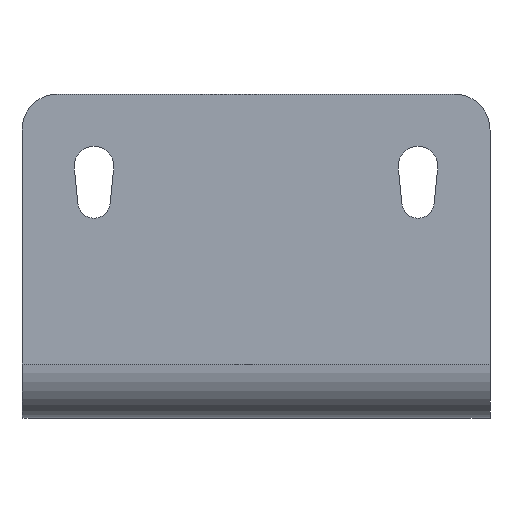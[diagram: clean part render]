
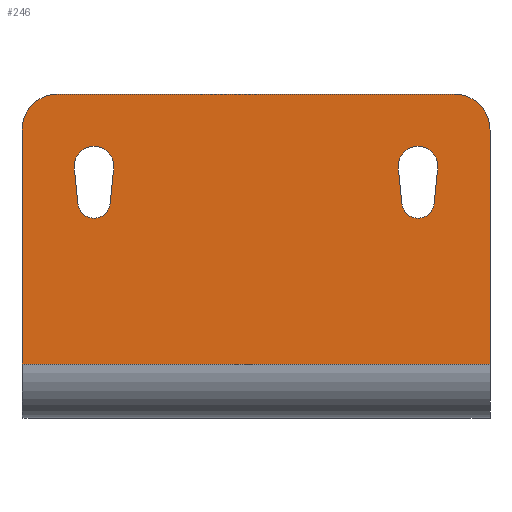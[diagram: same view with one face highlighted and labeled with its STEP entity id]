
A CAD part, front view. The second image highlights one B-rep face of the part: STEP entity #246.
In plain terms, the highlighted planar face has unit normal (0, -1, 0).
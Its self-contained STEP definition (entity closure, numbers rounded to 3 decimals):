
#10 = EDGE_CURVE ( 'NONE', #618, #1359, #552, .T. ) ;
#12 = LINE ( 'NONE', #660, #254 ) ;
#19 = DIRECTION ( 'NONE',  ( 0., 0., -1. ) ) ;
#31 = DIRECTION ( 'NONE',  ( 0., 0., -1. ) ) ;
#48 = VERTEX_POINT ( 'NONE', #466 ) ;
#76 = DIRECTION ( 'NONE',  ( -0.1, 0., 0.995 ) ) ;
#83 = CARTESIAN_POINT ( 'NONE',  ( 32.5, -5., 35. ) ) ;
#104 = ORIENTED_EDGE ( 'NONE', *, *, #1065, .T. ) ;
#109 = CARTESIAN_POINT ( 'NONE',  ( -24.739, -5., 24.775 ) ) ;
#110 = AXIS2_PLACEMENT_3D ( 'NONE', #988, #456, #1047 ) ;
#113 = DIRECTION ( 'NONE',  ( -0.1, 0., 0.995 ) ) ;
#115 = EDGE_CURVE ( 'NONE', #799, #325, #586, .T. ) ;
#132 = EDGE_CURVE ( 'NONE', #1024, #618, #403, .T. ) ;
#146 = VERTEX_POINT ( 'NONE', #1104 ) ;
#148 = VECTOR ( 'NONE', #76, 1000. ) ;
#155 = ORIENTED_EDGE ( 'NONE', *, *, #658, .T. ) ;
#168 = ORIENTED_EDGE ( 'NONE', *, *, #10, .T. ) ;
#179 = AXIS2_PLACEMENT_3D ( 'NONE', #1165, #304, #933 ) ;
#180 = LINE ( 'NONE', #1335, #148 ) ;
#185 = VERTEX_POINT ( 'NONE', #1101 ) ;
#191 = VECTOR ( 'NONE', #1263, 1000. ) ;
#207 = CARTESIAN_POINT ( 'NONE',  ( -25.236, -5., 29.725 ) ) ;
#212 = VERTEX_POINT ( 'NONE', #207 ) ;
#221 = DIRECTION ( 'NONE',  ( 0., 0., -1. ) ) ;
#224 = VERTEX_POINT ( 'NONE', #1323 ) ;
#226 = CIRCLE ( 'NONE', #920, 5. ) ;
#242 = AXIS2_PLACEMENT_3D ( 'NONE', #577, #1315, #665 ) ;
#246 = ADVANCED_FACE ( 'NONE', ( #820, #747, #860 ), #279, .T. ) ;
#251 = EDGE_LOOP ( 'NONE', ( #1027, #407, #340, #1344, #734, #549 ) ) ;
#254 = VECTOR ( 'NONE', #261, 1000. ) ;
#261 = DIRECTION ( 'NONE',  ( 1., 0., 0. ) ) ;
#279 = PLANE ( 'NONE',  #1324 ) ;
#298 = EDGE_CURVE ( 'NONE', #882, #1147, #1313, .T. ) ;
#303 = DIRECTION ( 'NONE',  ( 1., 0., 0. ) ) ;
#304 = DIRECTION ( 'NONE',  ( 0., 1., 0. ) ) ;
#312 = AXIS2_PLACEMENT_3D ( 'NONE', #418, #730, #221 ) ;
#321 = CARTESIAN_POINT ( 'NONE',  ( 22.5, -5., 30. ) ) ;
#325 = VERTEX_POINT ( 'NONE', #1193 ) ;
#326 = CARTESIAN_POINT ( 'NONE',  ( 24.739, -5., 24.775 ) ) ;
#330 = CARTESIAN_POINT ( 'NONE',  ( 27.5, -5., 35. ) ) ;
#340 = ORIENTED_EDGE ( 'NONE', *, *, #115, .T. ) ;
#366 = EDGE_CURVE ( 'NONE', #1147, #146, #639, .T. ) ;
#368 = AXIS2_PLACEMENT_3D ( 'NONE', #321, #1054, #416 ) ;
#376 = CARTESIAN_POINT ( 'NONE',  ( -20.261, -5., 24.775 ) ) ;
#384 = DIRECTION ( 'NONE',  ( 0., 0., -1. ) ) ;
#403 = LINE ( 'NONE', #376, #1282 ) ;
#406 = CARTESIAN_POINT ( 'NONE',  ( -20.261, -5., 24.775 ) ) ;
#407 = ORIENTED_EDGE ( 'NONE', *, *, #1011, .T. ) ;
#416 = DIRECTION ( 'NONE',  ( 0., 0., -1. ) ) ;
#418 = CARTESIAN_POINT ( 'NONE',  ( -22.5, -5., 30. ) ) ;
#430 = DIRECTION ( 'NONE',  ( 0., 0., -1. ) ) ;
#449 = DIRECTION ( 'NONE',  ( -0.1, 0., -0.995 ) ) ;
#456 = DIRECTION ( 'NONE',  ( 0., 1., 0. ) ) ;
#466 = CARTESIAN_POINT ( 'NONE',  ( -27.5, -5., 40. ) ) ;
#483 = LINE ( 'NONE', #1361, #191 ) ;
#508 = LINE ( 'NONE', #615, #739 ) ;
#513 = EDGE_CURVE ( 'NONE', #146, #1007, #180, .T. ) ;
#534 = AXIS2_PLACEMENT_3D ( 'NONE', #633, #1301, #31 ) ;
#549 = ORIENTED_EDGE ( 'NONE', *, *, #1183, .F. ) ;
#552 = CIRCLE ( 'NONE', #179, 2.25 ) ;
#555 = VERTEX_POINT ( 'NONE', #83 ) ;
#577 = CARTESIAN_POINT ( 'NONE',  ( 22.5, -5., 25. ) ) ;
#581 = CARTESIAN_POINT ( 'NONE',  ( -32.5, -5., -5. ) ) ;
#586 = LINE ( 'NONE', #1345, #643 ) ;
#590 = ORIENTED_EDGE ( 'NONE', *, *, #132, .T. ) ;
#615 = CARTESIAN_POINT ( 'NONE',  ( -32.5, -5., -5. ) ) ;
#617 = ORIENTED_EDGE ( 'NONE', *, *, #729, .T. ) ;
#618 = VERTEX_POINT ( 'NONE', #406 ) ;
#619 = CARTESIAN_POINT ( 'NONE',  ( -24.739, -5., 24.775 ) ) ;
#621 = DIRECTION ( 'NONE',  ( 0., 0., -1. ) ) ;
#628 = DIRECTION ( 'NONE',  ( 0., -1., 0. ) ) ;
#633 = CARTESIAN_POINT ( 'NONE',  ( -22.5, -5., 30. ) ) ;
#639 = CIRCLE ( 'NONE', #242, 2.25 ) ;
#643 = VECTOR ( 'NONE', #303, 1000. ) ;
#658 = EDGE_CURVE ( 'NONE', #224, #882, #1332, .T. ) ;
#660 = CARTESIAN_POINT ( 'NONE',  ( -32.5, -5., 40. ) ) ;
#665 = DIRECTION ( 'NONE',  ( 0., 0., -1. ) ) ;
#705 = EDGE_CURVE ( 'NONE', #555, #1314, #757, .T. ) ;
#706 = EDGE_CURVE ( 'NONE', #48, #1051, #226, .T. ) ;
#709 = CARTESIAN_POINT ( 'NONE',  ( -19.764, -5., 29.725 ) ) ;
#729 = EDGE_CURVE ( 'NONE', #1359, #212, #1207, .T. ) ;
#730 = DIRECTION ( 'NONE',  ( 0., 1., 0. ) ) ;
#734 = ORIENTED_EDGE ( 'NONE', *, *, #705, .T. ) ;
#739 = VECTOR ( 'NONE', #621, 1000. ) ;
#740 = DIRECTION ( 'NONE',  ( -0.1, 0., -0.995 ) ) ;
#747 = FACE_BOUND ( 'NONE', #1070, .T. ) ;
#757 = CIRCLE ( 'NONE', #841, 5. ) ;
#764 = CARTESIAN_POINT ( 'NONE',  ( 27.5, -5., 40. ) ) ;
#773 = EDGE_LOOP ( 'NONE', ( #590, #168, #617, #104, #1159 ) ) ;
#790 = ORIENTED_EDGE ( 'NONE', *, *, #939, .T. ) ;
#794 = CIRCLE ( 'NONE', #110, 2.75 ) ;
#797 = CIRCLE ( 'NONE', #312, 2.75 ) ;
#799 = VERTEX_POINT ( 'NONE', #1075 ) ;
#820 = FACE_OUTER_BOUND ( 'NONE', #251, .T. ) ;
#841 = AXIS2_PLACEMENT_3D ( 'NONE', #330, #1066, #430 ) ;
#860 = FACE_BOUND ( 'NONE', #773, .T. ) ;
#882 = VERTEX_POINT ( 'NONE', #1079 ) ;
#920 = AXIS2_PLACEMENT_3D ( 'NONE', #1278, #628, #19 ) ;
#933 = DIRECTION ( 'NONE',  ( 0., 0., -1. ) ) ;
#936 = VECTOR ( 'NONE', #113, 1000. ) ;
#939 = EDGE_CURVE ( 'NONE', #1007, #224, #794, .T. ) ;
#988 = CARTESIAN_POINT ( 'NONE',  ( 22.5, -5., 30. ) ) ;
#1005 = DIRECTION ( 'NONE',  ( 0., -1., 0. ) ) ;
#1007 = VERTEX_POINT ( 'NONE', #1057 ) ;
#1009 = CARTESIAN_POINT ( 'NONE',  ( 24.739, -5., 24.775 ) ) ;
#1010 = EDGE_CURVE ( 'NONE', #555, #325, #483, .T. ) ;
#1011 = EDGE_CURVE ( 'NONE', #1051, #799, #508, .T. ) ;
#1024 = VERTEX_POINT ( 'NONE', #709 ) ;
#1027 = ORIENTED_EDGE ( 'NONE', *, *, #706, .T. ) ;
#1047 = DIRECTION ( 'NONE',  ( 0., 0., -1. ) ) ;
#1051 = VERTEX_POINT ( 'NONE', #1274 ) ;
#1054 = DIRECTION ( 'NONE',  ( 0., 1., 0. ) ) ;
#1057 = CARTESIAN_POINT ( 'NONE',  ( 19.764, -5., 29.725 ) ) ;
#1065 = EDGE_CURVE ( 'NONE', #212, #185, #1289, .T. ) ;
#1066 = DIRECTION ( 'NONE',  ( 0., -1., 0. ) ) ;
#1070 = EDGE_LOOP ( 'NONE', ( #1268, #790, #155, #1259, #1072 ) ) ;
#1072 = ORIENTED_EDGE ( 'NONE', *, *, #366, .T. ) ;
#1075 = CARTESIAN_POINT ( 'NONE',  ( -32.5, -5., 2.5 ) ) ;
#1079 = CARTESIAN_POINT ( 'NONE',  ( 25.236, -5., 29.725 ) ) ;
#1101 = CARTESIAN_POINT ( 'NONE',  ( -22.5, -5., 32.75 ) ) ;
#1104 = CARTESIAN_POINT ( 'NONE',  ( 20.261, -5., 24.775 ) ) ;
#1147 = VERTEX_POINT ( 'NONE', #326 ) ;
#1159 = ORIENTED_EDGE ( 'NONE', *, *, #1181, .T. ) ;
#1165 = CARTESIAN_POINT ( 'NONE',  ( -22.5, -5., 25. ) ) ;
#1181 = EDGE_CURVE ( 'NONE', #185, #1024, #797, .T. ) ;
#1183 = EDGE_CURVE ( 'NONE', #48, #1314, #12, .T. ) ;
#1193 = CARTESIAN_POINT ( 'NONE',  ( 32.5, -5., 2.5 ) ) ;
#1207 = LINE ( 'NONE', #109, #936 ) ;
#1222 = VECTOR ( 'NONE', #449, 1000. ) ;
#1259 = ORIENTED_EDGE ( 'NONE', *, *, #298, .T. ) ;
#1263 = DIRECTION ( 'NONE',  ( 0., 0., -1. ) ) ;
#1268 = ORIENTED_EDGE ( 'NONE', *, *, #513, .T. ) ;
#1274 = CARTESIAN_POINT ( 'NONE',  ( -32.5, -5., 35. ) ) ;
#1278 = CARTESIAN_POINT ( 'NONE',  ( -27.5, -5., 35. ) ) ;
#1282 = VECTOR ( 'NONE', #740, 1000. ) ;
#1289 = CIRCLE ( 'NONE', #534, 2.75 ) ;
#1301 = DIRECTION ( 'NONE',  ( 0., 1., 0. ) ) ;
#1313 = LINE ( 'NONE', #1009, #1222 ) ;
#1314 = VERTEX_POINT ( 'NONE', #764 ) ;
#1315 = DIRECTION ( 'NONE',  ( 0., 1., 0. ) ) ;
#1323 = CARTESIAN_POINT ( 'NONE',  ( 22.5, -5., 32.75 ) ) ;
#1324 = AXIS2_PLACEMENT_3D ( 'NONE', #581, #1005, #384 ) ;
#1332 = CIRCLE ( 'NONE', #368, 2.75 ) ;
#1335 = CARTESIAN_POINT ( 'NONE',  ( 20.261, -5., 24.775 ) ) ;
#1344 = ORIENTED_EDGE ( 'NONE', *, *, #1010, .F. ) ;
#1345 = CARTESIAN_POINT ( 'NONE',  ( -32.5, -5., 2.5 ) ) ;
#1359 = VERTEX_POINT ( 'NONE', #619 ) ;
#1361 = CARTESIAN_POINT ( 'NONE',  ( 32.5, -5., -5. ) ) ;
